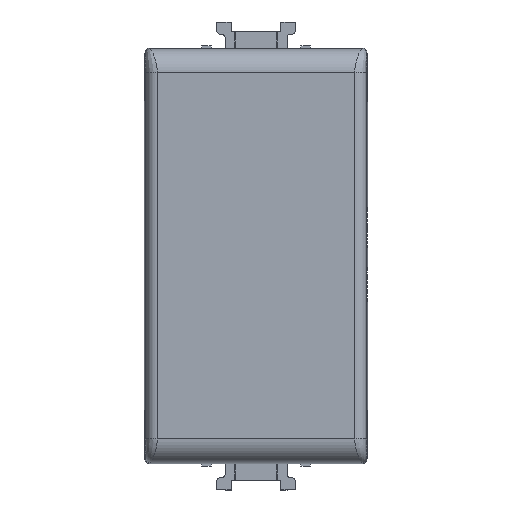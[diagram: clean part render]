
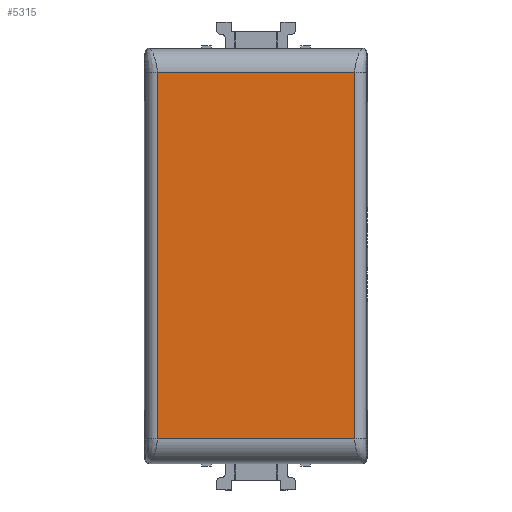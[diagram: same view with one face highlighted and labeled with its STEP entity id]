
A CAD part, top view. The second image highlights one B-rep face of the part: STEP entity #5315.
In plain terms, the highlighted planar face has unit normal (0, 0, 1).
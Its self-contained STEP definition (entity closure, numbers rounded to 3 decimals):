
#58 = VERTEX_POINT ( 'NONE', #5394 ) ;
#178 = LINE ( 'NONE', #1135, #2249 ) ;
#199 = EDGE_CURVE ( 'NONE', #58, #2439, #3668, .T. ) ;
#230 = ORIENTED_EDGE ( 'NONE', *, *, #199, .T. ) ;
#360 = CARTESIAN_POINT ( 'NONE',  ( 0., 19.176, 10.5 ) ) ;
#776 = VECTOR ( 'NONE', #4220, 1000. ) ;
#865 = DIRECTION ( 'NONE',  ( -1., 0., 0. ) ) ;
#1005 = DIRECTION ( 'NONE',  ( 0., 0., 1. ) ) ;
#1135 = CARTESIAN_POINT ( 'NONE',  ( -1.471, 0., 10.5 ) ) ;
#1177 = VECTOR ( 'NONE', #2104, 1000. ) ;
#1281 = AXIS2_PLACEMENT_3D ( 'NONE', #4761, #1005, #5284 ) ;
#1404 = EDGE_CURVE ( 'NONE', #5524, #58, #2916, .T. ) ;
#1852 = CARTESIAN_POINT ( 'NONE',  ( 0., -19.176, 10.5 ) ) ;
#2104 = DIRECTION ( 'NONE',  ( 0., -1., 0. ) ) ;
#2249 = VECTOR ( 'NONE', #2431, 1000. ) ;
#2424 = FACE_OUTER_BOUND ( 'NONE', #2694, .T. ) ;
#2431 = DIRECTION ( 'NONE',  ( 0., 1., 0. ) ) ;
#2439 = VERTEX_POINT ( 'NONE', #3023 ) ;
#2587 = ORIENTED_EDGE ( 'NONE', *, *, #5108, .T. ) ;
#2694 = EDGE_LOOP ( 'NONE', ( #230, #2587, #5188, #5256 ) ) ;
#2889 = VERTEX_POINT ( 'NONE', #3245 ) ;
#2916 = LINE ( 'NONE', #3892, #1177 ) ;
#3023 = CARTESIAN_POINT ( 'NONE',  ( -1.471, -19.176, 10.5 ) ) ;
#3245 = CARTESIAN_POINT ( 'NONE',  ( -1.471, 19.176, 10.5 ) ) ;
#3343 = PLANE ( 'NONE',  #1281 ) ;
#3668 = LINE ( 'NONE', #1852, #776 ) ;
#3892 = CARTESIAN_POINT ( 'NONE',  ( -22.139, 0., 10.5 ) ) ;
#4149 = EDGE_CURVE ( 'NONE', #2889, #5524, #4503, .T. ) ;
#4187 = VECTOR ( 'NONE', #865, 1000. ) ;
#4220 = DIRECTION ( 'NONE',  ( 1., 0., 0. ) ) ;
#4503 = LINE ( 'NONE', #360, #4187 ) ;
#4591 = CARTESIAN_POINT ( 'NONE',  ( -22.139, 19.176, 10.5 ) ) ;
#4761 = CARTESIAN_POINT ( 'NONE',  ( 0., 0., 10.5 ) ) ;
#5108 = EDGE_CURVE ( 'NONE', #2439, #2889, #178, .T. ) ;
#5188 = ORIENTED_EDGE ( 'NONE', *, *, #4149, .T. ) ;
#5256 = ORIENTED_EDGE ( 'NONE', *, *, #1404, .T. ) ;
#5284 = DIRECTION ( 'NONE',  ( 1., 0., 0. ) ) ;
#5315 = ADVANCED_FACE ( 'NONE', ( #2424 ), #3343, .T. ) ;
#5394 = CARTESIAN_POINT ( 'NONE',  ( -22.139, -19.176, 10.5 ) ) ;
#5524 = VERTEX_POINT ( 'NONE', #4591 ) ;
